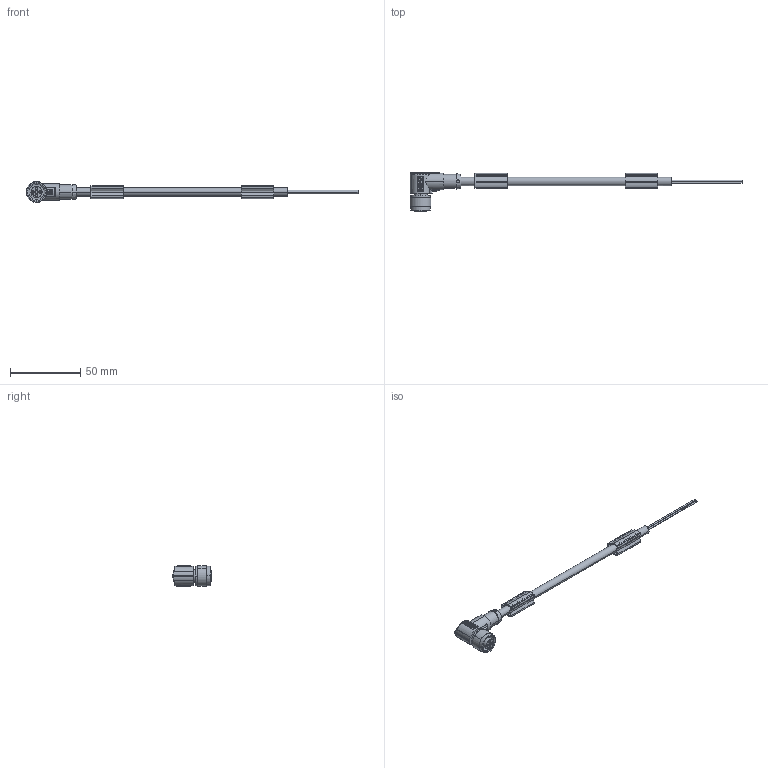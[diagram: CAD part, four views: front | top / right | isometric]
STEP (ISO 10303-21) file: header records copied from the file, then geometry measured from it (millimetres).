
FILE_DESCRIPTION(('SolidDesigner STEP Export'),'2;1');
FILE_NAME('1668218.stp','2011-12-01T 8:34:16',(''),(''),'CoCreate Modeling STEP processor for AP214 (Solid Model)','CoCreate Modeling 16.00A 16-Aug-2008 (C) Parametric Technology GmbH','');
FILE_SCHEMA(('AUTOMOTIVE_DESIGN { 1 0 10303 214 1 1 1 1 }'));
Length unit declared in the file: millimetre
Products named in the file (2): 1668218
Assembly tree (1 placements, depth 2):
  1668218
    1668218
Bounding box: 236.25 x 28 x 14.74 mm (x, y, z)
Volume: 11124.8 mm3; surface area: 9394.4 mm2
Topology: 1 solids, 1 shells, 571 faces, 1508 edges, 996 vertices
Faces by surface type: plane 338, cylinder 138, extrusion 58, cone 20, bspline 17
Entity records: 26345 total; most frequent: CARTESIAN_POINT 8320, ORIENTED_EDGE 3016, DIRECTION 2337, EDGE_CURVE 1508, VECTOR 1059, LINE 1001, VERTEX_POINT 996, EDGE_LOOP 640
